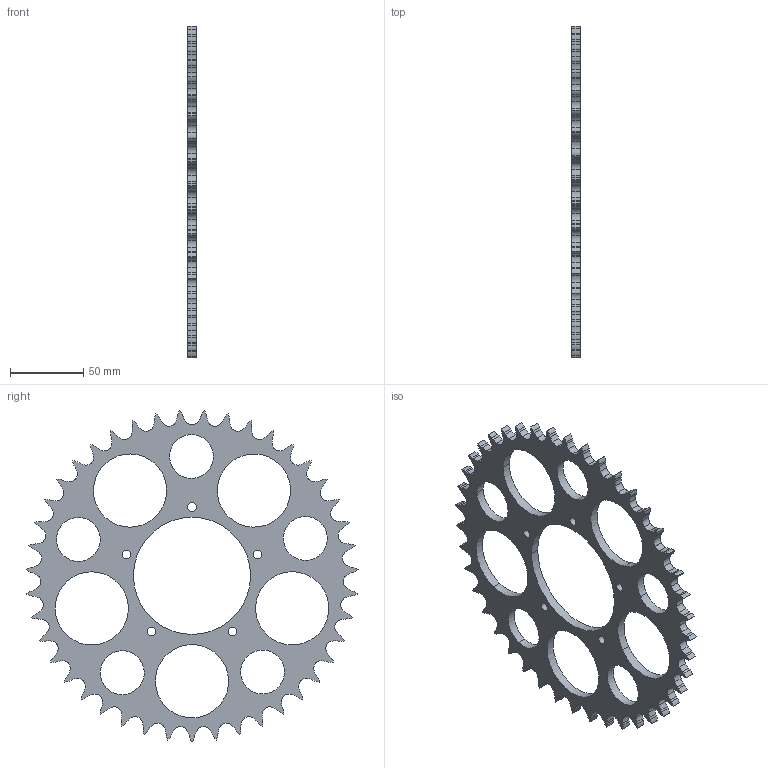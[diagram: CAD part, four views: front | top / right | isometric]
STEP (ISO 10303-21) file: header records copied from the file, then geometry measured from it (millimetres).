
FILE_DESCRIPTION(('CATIA V5 STEP Exchange'),'2;1');
FILE_NAME('43 Tooth Sprocket3.stp','2020-07-23T13:16:41+00:00',('none'),('none'),'CATIA Version 5 Release 21 GA (IN-10)','CATIA V5 STEP AP203','none');
FILE_SCHEMA(('CONFIG_CONTROL_DESIGN'));
Length unit declared in the file: millimetre
Products named in the file (1): Part5
Bounding box: 6 x 226.81 x 226.72 mm (x, y, z)
Volume: 103207.3 mm3; surface area: 51052.7 mm2
Topology: 3 solids, 3 shells, 484 faces, 1600 edges, 1122 vertices
Faces by surface type: cylinder 343, plane 141
Entity records: 17299 total; most frequent: ORIENTED_EDGE 3200, CARTESIAN_POINT 3180, DIRECTION 2514, EDGE_CURVE 1600, AXIS2_PLACEMENT_3D 1310, VERTEX_POINT 1122, CIRCLE 852, VECTOR 748
